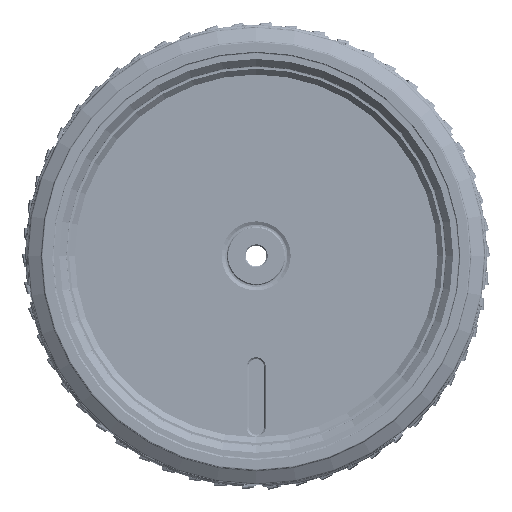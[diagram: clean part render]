
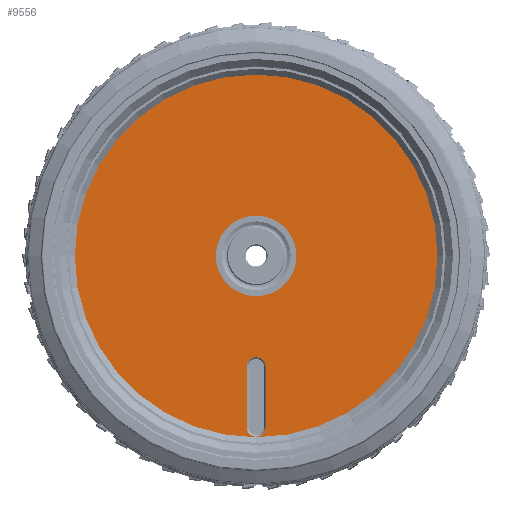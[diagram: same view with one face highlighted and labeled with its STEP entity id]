
A CAD part, top view. The second image highlights one B-rep face of the part: STEP entity #9556.
In plain terms, the highlighted planar face has unit normal (0, 0, 1).
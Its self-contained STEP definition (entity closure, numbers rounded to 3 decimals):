
#5498=FACE_BOUND('',#19700,.T.);
#5499=FACE_BOUND('',#19701,.T.);
#5500=FACE_BOUND('',#19702,.T.);
#9556=ADVANCED_FACE('',(#5498,#5499,#5500),#13612,.T.);
#13612=PLANE('',#79030);
#19700=EDGE_LOOP('',(#29256,#29257,#29258,#29259));
#19701=EDGE_LOOP('',(#29260));
#19702=EDGE_LOOP('',(#29261));
#24790=CIRCLE('',#79024,35.);
#24792=CIRCLE('',#79027,8.3);
#24793=CIRCLE('',#79028,8.3);
#24794=CIRCLE('',#79029,157.575);
#29256=ORIENTED_EDGE('',*,*,#58581,.T.);
#29257=ORIENTED_EDGE('',*,*,#58582,.T.);
#29258=ORIENTED_EDGE('',*,*,#58583,.T.);
#29259=ORIENTED_EDGE('',*,*,#58584,.T.);
#29260=ORIENTED_EDGE('',*,*,#58585,.F.);
#29261=ORIENTED_EDGE('',*,*,#58579,.T.);
#50776=VERTEX_POINT('',#119471);
#50778=VERTEX_POINT('',#119476);
#50779=VERTEX_POINT('',#119477);
#50780=VERTEX_POINT('',#119479);
#50781=VERTEX_POINT('',#119481);
#50782=VERTEX_POINT('',#119484);
#58579=EDGE_CURVE('',#50776,#50776,#24790,.T.);
#58581=EDGE_CURVE('',#50778,#50779,#68112,.T.);
#58582=EDGE_CURVE('',#50779,#50780,#24792,.T.);
#58583=EDGE_CURVE('',#50780,#50781,#68113,.T.);
#58584=EDGE_CURVE('',#50781,#50778,#24793,.T.);
#58585=EDGE_CURVE('',#50782,#50782,#24794,.T.);
#68112=LINE('',#119475,#72649);
#68113=LINE('',#119480,#72650);
#72649=VECTOR('',#89688,1.);
#72650=VECTOR('',#89691,1.);
#79024=AXIS2_PLACEMENT_3D('',#119470,#89682,#89683);
#79027=AXIS2_PLACEMENT_3D('',#119478,#89689,#89690);
#79028=AXIS2_PLACEMENT_3D('',#119482,#89692,#89693);
#79029=AXIS2_PLACEMENT_3D('',#119483,#89694,#89695);
#79030=AXIS2_PLACEMENT_3D('',#119485,#89696,#89697);
#89682=DIRECTION('',(0.,0.,-1.));
#89683=DIRECTION('',(-0.175,0.985,0.));
#89688=DIRECTION('',(0.,-1.,0.));
#89689=DIRECTION('',(0.,0.,-1.));
#89690=DIRECTION('',(-0.175,0.985,0.));
#89691=DIRECTION('',(0.,1.,0.));
#89692=DIRECTION('',(0.,0.,-1.));
#89693=DIRECTION('',(-0.175,0.985,0.));
#89694=DIRECTION('',(0.,0.,-1.));
#89695=DIRECTION('',(-0.175,0.985,0.));
#89696=DIRECTION('',(0.,0.,1.));
#89697=DIRECTION('',(-0.175,0.985,0.));
#119470=CARTESIAN_POINT('',(0.,0.,-44.97));
#119471=CARTESIAN_POINT('',(-6.114,34.462,-44.97));
#119475=CARTESIAN_POINT('',(8.3,0.,-44.97));
#119476=CARTESIAN_POINT('',(8.3,-96.3,-44.97));
#119477=CARTESIAN_POINT('',(8.3,-148.7,-44.97));
#119478=CARTESIAN_POINT('',(0.,-148.7,-44.97));
#119479=CARTESIAN_POINT('',(-8.3,-148.7,-44.97));
#119480=CARTESIAN_POINT('',(-8.3,0.,-44.97));
#119481=CARTESIAN_POINT('',(-8.3,-96.3,-44.97));
#119482=CARTESIAN_POINT('',(0.,-96.3,-44.97));
#119483=CARTESIAN_POINT('',(0.,0.,
-44.97));
#119484=CARTESIAN_POINT('',(-27.525,155.152,-44.97));
#119485=CARTESIAN_POINT('',(-35.,0.,-44.97));
